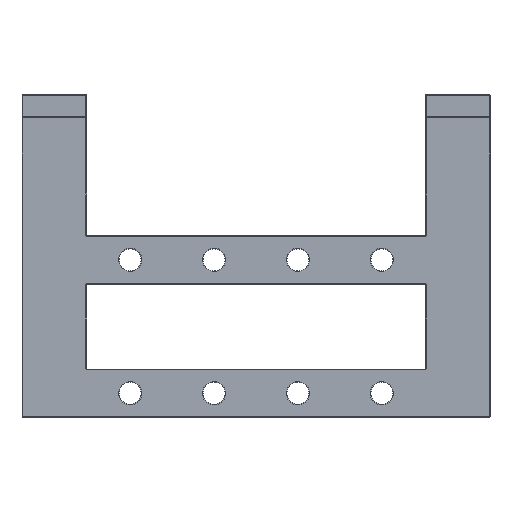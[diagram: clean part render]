
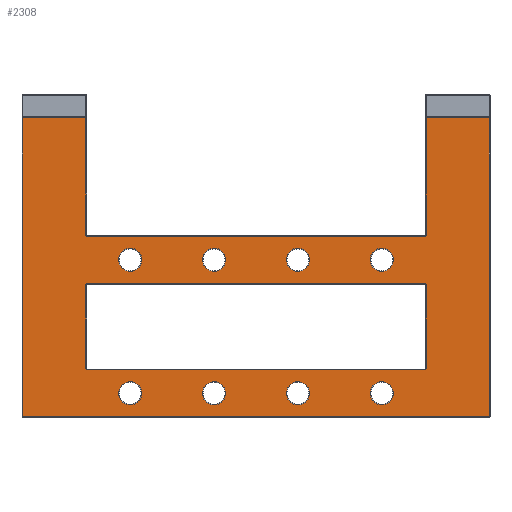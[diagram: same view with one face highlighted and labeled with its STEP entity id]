
A CAD part, top view. The second image highlights one B-rep face of the part: STEP entity #2308.
In plain terms, the highlighted planar face has unit normal (0, 0, 1).
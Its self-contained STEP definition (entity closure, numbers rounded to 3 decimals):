
#111=FACE_BOUND('',#593,.T.);
#112=FACE_BOUND('',#594,.T.);
#113=FACE_BOUND('',#595,.T.);
#114=FACE_BOUND('',#596,.T.);
#115=FACE_BOUND('',#597,.T.);
#116=FACE_BOUND('',#598,.T.);
#117=FACE_BOUND('',#599,.T.);
#118=FACE_BOUND('',#600,.T.);
#119=FACE_BOUND('',#601,.T.);
#148=LINE('',#3828,#280);
#149=LINE('',#3832,#281);
#150=LINE('',#3834,#282);
#151=LINE('',#3836,#283);
#152=LINE('',#3838,#284);
#153=LINE('',#3840,#285);
#154=LINE('',#3842,#286);
#155=LINE('',#3843,#287);
#156=LINE('',#3856,#288);
#157=LINE('',#3860,#289);
#158=LINE('',#3864,#290);
#159=LINE('',#3867,#291);
#280=VECTOR('',#2934,10.);
#281=VECTOR('',#2937,10.);
#282=VECTOR('',#2938,10.);
#283=VECTOR('',#2939,10.);
#284=VECTOR('',#2940,10.);
#285=VECTOR('',#2941,10.);
#286=VECTOR('',#2942,10.);
#287=VECTOR('',#2943,10.);
#288=VECTOR('',#2954,10.);
#289=VECTOR('',#2957,10.);
#290=VECTOR('',#2960,10.);
#291=VECTOR('',#2963,10.);
#400=PLANE('',#2500);
#430=FACE_OUTER_BOUND('',#592,.T.);
#592=EDGE_LOOP('',(#1594,#1595,#1596,#1597,#1598,#1599,#1600,#1601,#1602,
#1603));
#593=EDGE_LOOP('',(#1604));
#594=EDGE_LOOP('',(#1605));
#595=EDGE_LOOP('',(#1606));
#596=EDGE_LOOP('',(#1607));
#597=EDGE_LOOP('',(#1608,#1609,#1610,#1611,#1612,#1613,#1614,#1615));
#598=EDGE_LOOP('',(#1616));
#599=EDGE_LOOP('',(#1617));
#600=EDGE_LOOP('',(#1618));
#601=EDGE_LOOP('',(#1619));
#778=CIRCLE('',#2497,3.6);
#781=CIRCLE('',#2501,0.4);
#782=CIRCLE('',#2502,0.4);
#783=CIRCLE('',#2503,3.6);
#784=CIRCLE('',#2504,3.6);
#785=CIRCLE('',#2505,3.6);
#786=CIRCLE('',#2506,3.6);
#787=CIRCLE('',#2507,0.4);
#788=CIRCLE('',#2508,0.4);
#789=CIRCLE('',#2509,0.4);
#790=CIRCLE('',#2510,0.4);
#791=CIRCLE('',#2511,3.6);
#792=CIRCLE('',#2512,3.6);
#793=CIRCLE('',#2513,3.6);
#1010=VERTEX_POINT('',#3818);
#1012=VERTEX_POINT('',#3824);
#1013=VERTEX_POINT('',#3825);
#1014=VERTEX_POINT('',#3827);
#1015=VERTEX_POINT('',#3829);
#1016=VERTEX_POINT('',#3831);
#1017=VERTEX_POINT('',#3833);
#1018=VERTEX_POINT('',#3835);
#1019=VERTEX_POINT('',#3837);
#1020=VERTEX_POINT('',#3839);
#1021=VERTEX_POINT('',#3841);
#1022=VERTEX_POINT('',#3844);
#1023=VERTEX_POINT('',#3846);
#1024=VERTEX_POINT('',#3848);
#1025=VERTEX_POINT('',#3850);
#1026=VERTEX_POINT('',#3852);
#1027=VERTEX_POINT('',#3853);
#1028=VERTEX_POINT('',#3855);
#1029=VERTEX_POINT('',#3857);
#1030=VERTEX_POINT('',#3859);
#1031=VERTEX_POINT('',#3861);
#1032=VERTEX_POINT('',#3863);
#1033=VERTEX_POINT('',#3865);
#1034=VERTEX_POINT('',#3868);
#1035=VERTEX_POINT('',#3870);
#1036=VERTEX_POINT('',#3872);
#1217=EDGE_CURVE('',#1010,#1010,#778,.T.);
#1220=EDGE_CURVE('',#1012,#1013,#781,.T.);
#1221=EDGE_CURVE('',#1014,#1012,#148,.T.);
#1222=EDGE_CURVE('',#1015,#1014,#782,.T.);
#1223=EDGE_CURVE('',#1016,#1015,#149,.T.);
#1224=EDGE_CURVE('',#1017,#1016,#150,.T.);
#1225=EDGE_CURVE('',#1018,#1017,#151,.T.);
#1226=EDGE_CURVE('',#1019,#1018,#152,.T.);
#1227=EDGE_CURVE('',#1020,#1019,#153,.T.);
#1228=EDGE_CURVE('',#1021,#1020,#154,.T.);
#1229=EDGE_CURVE('',#1013,#1021,#155,.T.);
#1230=EDGE_CURVE('',#1022,#1022,#783,.T.);
#1231=EDGE_CURVE('',#1023,#1023,#784,.T.);
#1232=EDGE_CURVE('',#1024,#1024,#785,.T.);
#1233=EDGE_CURVE('',#1025,#1025,#786,.T.);
#1234=EDGE_CURVE('',#1026,#1027,#787,.T.);
#1235=EDGE_CURVE('',#1028,#1026,#156,.T.);
#1236=EDGE_CURVE('',#1029,#1028,#788,.T.);
#1237=EDGE_CURVE('',#1030,#1029,#157,.T.);
#1238=EDGE_CURVE('',#1031,#1030,#789,.T.);
#1239=EDGE_CURVE('',#1032,#1031,#158,.T.);
#1240=EDGE_CURVE('',#1033,#1032,#790,.T.);
#1241=EDGE_CURVE('',#1027,#1033,#159,.T.);
#1242=EDGE_CURVE('',#1034,#1034,#791,.T.);
#1243=EDGE_CURVE('',#1035,#1035,#792,.T.);
#1244=EDGE_CURVE('',#1036,#1036,#793,.T.);
#1594=ORIENTED_EDGE('',*,*,#1220,.F.);
#1595=ORIENTED_EDGE('',*,*,#1221,.F.);
#1596=ORIENTED_EDGE('',*,*,#1222,.F.);
#1597=ORIENTED_EDGE('',*,*,#1223,.F.);
#1598=ORIENTED_EDGE('',*,*,#1224,.F.);
#1599=ORIENTED_EDGE('',*,*,#1225,.F.);
#1600=ORIENTED_EDGE('',*,*,#1226,.F.);
#1601=ORIENTED_EDGE('',*,*,#1227,.F.);
#1602=ORIENTED_EDGE('',*,*,#1228,.F.);
#1603=ORIENTED_EDGE('',*,*,#1229,.F.);
#1604=ORIENTED_EDGE('',*,*,#1230,.F.);
#1605=ORIENTED_EDGE('',*,*,#1231,.F.);
#1606=ORIENTED_EDGE('',*,*,#1232,.F.);
#1607=ORIENTED_EDGE('',*,*,#1233,.F.);
#1608=ORIENTED_EDGE('',*,*,#1234,.F.);
#1609=ORIENTED_EDGE('',*,*,#1235,.F.);
#1610=ORIENTED_EDGE('',*,*,#1236,.F.);
#1611=ORIENTED_EDGE('',*,*,#1237,.F.);
#1612=ORIENTED_EDGE('',*,*,#1238,.F.);
#1613=ORIENTED_EDGE('',*,*,#1239,.F.);
#1614=ORIENTED_EDGE('',*,*,#1240,.F.);
#1615=ORIENTED_EDGE('',*,*,#1241,.F.);
#1616=ORIENTED_EDGE('',*,*,#1242,.F.);
#1617=ORIENTED_EDGE('',*,*,#1243,.F.);
#1618=ORIENTED_EDGE('',*,*,#1244,.F.);
#1619=ORIENTED_EDGE('',*,*,#1217,.F.);
#2308=ADVANCED_FACE('',(#430,#111,#112,#113,#114,#115,#116,#117,#118,#119),
#400,.T.);
#2497=AXIS2_PLACEMENT_3D('',#3819,#2924,#2925);
#2500=AXIS2_PLACEMENT_3D('',#3823,#2930,#2931);
#2501=AXIS2_PLACEMENT_3D('',#3826,#2932,#2933);
#2502=AXIS2_PLACEMENT_3D('',#3830,#2935,#2936);
#2503=AXIS2_PLACEMENT_3D('',#3845,#2944,#2945);
#2504=AXIS2_PLACEMENT_3D('',#3847,#2946,#2947);
#2505=AXIS2_PLACEMENT_3D('',#3849,#2948,#2949);
#2506=AXIS2_PLACEMENT_3D('',#3851,#2950,#2951);
#2507=AXIS2_PLACEMENT_3D('',#3854,#2952,#2953);
#2508=AXIS2_PLACEMENT_3D('',#3858,#2955,#2956);
#2509=AXIS2_PLACEMENT_3D('',#3862,#2958,#2959);
#2510=AXIS2_PLACEMENT_3D('',#3866,#2961,#2962);
#2511=AXIS2_PLACEMENT_3D('',#3869,#2964,#2965);
#2512=AXIS2_PLACEMENT_3D('',#3871,#2966,#2967);
#2513=AXIS2_PLACEMENT_3D('',#3873,#2968,#2969);
#2924=DIRECTION('center_axis',(0.,0.,1.));
#2925=DIRECTION('ref_axis',(-1.,0.,0.));
#2930=DIRECTION('center_axis',(0.,0.,1.));
#2931=DIRECTION('ref_axis',(-1.,0.,0.));
#2932=DIRECTION('center_axis',(0.,0.,1.));
#2933=DIRECTION('ref_axis',(0.707,-0.707,0.));
#2934=DIRECTION('',(1.,0.,0.));
#2935=DIRECTION('center_axis',(0.,0.,1.));
#2936=DIRECTION('ref_axis',(-0.707,-0.707,0.));
#2937=DIRECTION('',(0.,-1.,0.));
#2938=DIRECTION('',(1.,0.,0.));
#2939=DIRECTION('',(0.,1.,0.));
#2940=DIRECTION('',(-1.,0.,0.));
#2941=DIRECTION('',(0.,-1.,0.));
#2942=DIRECTION('',(1.,0.,0.));
#2943=DIRECTION('',(0.,1.,0.));
#2944=DIRECTION('center_axis',(0.,0.,1.));
#2945=DIRECTION('ref_axis',(-1.,0.,0.));
#2946=DIRECTION('center_axis',(0.,0.,1.));
#2947=DIRECTION('ref_axis',(-1.,0.,0.));
#2948=DIRECTION('center_axis',(0.,0.,1.));
#2949=DIRECTION('ref_axis',(-1.,0.,0.));
#2950=DIRECTION('center_axis',(0.,0.,1.));
#2951=DIRECTION('ref_axis',(-1.,0.,0.));
#2952=DIRECTION('center_axis',(0.,0.,1.));
#2953=DIRECTION('ref_axis',(-0.707,0.707,0.));
#2954=DIRECTION('',(-1.,0.,0.));
#2955=DIRECTION('center_axis',(0.,0.,1.));
#2956=DIRECTION('ref_axis',(0.707,0.707,0.));
#2957=DIRECTION('',(0.,1.,0.));
#2958=DIRECTION('center_axis',(0.,0.,1.));
#2959=DIRECTION('ref_axis',(0.707,-0.707,0.));
#2960=DIRECTION('',(1.,0.,0.));
#2961=DIRECTION('center_axis',(0.,0.,1.));
#2962=DIRECTION('ref_axis',(-0.707,-0.707,0.));
#2963=DIRECTION('',(0.,-1.,0.));
#2964=DIRECTION('center_axis',(0.,0.,1.));
#2965=DIRECTION('ref_axis',(-1.,0.,0.));
#2966=DIRECTION('center_axis',(0.,0.,1.));
#2967=DIRECTION('ref_axis',(-1.,0.,0.));
#2968=DIRECTION('center_axis',(0.,0.,1.));
#2969=DIRECTION('ref_axis',(-1.,0.,0.));
#3818=CARTESIAN_POINT('',(-9.4,-92.5,2.5));
#3819=CARTESIAN_POINT('Origin',(-13.,-92.5,2.5));
#3823=CARTESIAN_POINT('Origin',(-52.5,0.,2.5));
#3824=CARTESIAN_POINT('',(52.3,-43.9,2.5));
#3825=CARTESIAN_POINT('',(52.7,-43.5,2.5));
#3826=CARTESIAN_POINT('Origin',(52.3,-43.5,2.5));
#3827=CARTESIAN_POINT('',(-52.3,-43.9,2.5));
#3828=CARTESIAN_POINT('',(-26.25,-43.9,2.5));
#3829=CARTESIAN_POINT('',(-52.7,-43.5,2.5));
#3830=CARTESIAN_POINT('Origin',(-52.3,-43.5,2.5));
#3831=CARTESIAN_POINT('',(-52.7,-7.2,2.5));
#3832=CARTESIAN_POINT('',(-52.7,0.,2.5));
#3833=CARTESIAN_POINT('',(-72.3,-7.2,2.5));
#3834=CARTESIAN_POINT('',(-57.5,-7.2,2.5));
#3835=CARTESIAN_POINT('',(-72.3,-99.8,2.5));
#3836=CARTESIAN_POINT('',(-72.3,0.,2.5));
#3837=CARTESIAN_POINT('',(72.3,-99.8,2.5));
#3838=CARTESIAN_POINT('',(-57.5,-99.8,2.5));
#3839=CARTESIAN_POINT('',(72.3,-7.2,2.5));
#3840=CARTESIAN_POINT('',(72.3,0.,2.5));
#3841=CARTESIAN_POINT('',(52.7,-7.2,2.5));
#3842=CARTESIAN_POINT('',(5.,-7.2,2.5));
#3843=CARTESIAN_POINT('',(52.7,0.,2.5));
#3844=CARTESIAN_POINT('',(-9.4,-51.2,2.5));
#3845=CARTESIAN_POINT('Origin',(-13.,-51.2,2.5));
#3846=CARTESIAN_POINT('',(16.6,-92.5,2.5));
#3847=CARTESIAN_POINT('Origin',(13.,-92.5,2.5));
#3848=CARTESIAN_POINT('',(42.6,-92.5,2.5));
#3849=CARTESIAN_POINT('Origin',(39.,-92.5,2.5));
#3850=CARTESIAN_POINT('',(-35.4,-51.2,2.5));
#3851=CARTESIAN_POINT('Origin',(-39.,-51.2,2.5));
#3852=CARTESIAN_POINT('',(-52.3,-58.5,2.5));
#3853=CARTESIAN_POINT('',(-52.7,-58.9,2.5));
#3854=CARTESIAN_POINT('Origin',(-52.3,-58.9,2.5));
#3855=CARTESIAN_POINT('',(52.3,-58.5,2.5));
#3856=CARTESIAN_POINT('',(-26.25,-58.5,2.5));
#3857=CARTESIAN_POINT('',(52.7,-58.9,2.5));
#3858=CARTESIAN_POINT('Origin',(52.3,-58.9,2.5));
#3859=CARTESIAN_POINT('',(52.7,-84.8,2.5));
#3860=CARTESIAN_POINT('',(52.7,0.,2.5));
#3861=CARTESIAN_POINT('',(52.3,-85.2,2.5));
#3862=CARTESIAN_POINT('Origin',(52.3,-84.8,2.5));
#3863=CARTESIAN_POINT('',(-52.3,-85.2,2.5));
#3864=CARTESIAN_POINT('',(-26.25,-85.2,2.5));
#3865=CARTESIAN_POINT('',(-52.7,-84.8,2.5));
#3866=CARTESIAN_POINT('Origin',(-52.3,-84.8,2.5));
#3867=CARTESIAN_POINT('',(-52.7,0.,2.5));
#3868=CARTESIAN_POINT('',(16.6,-51.2,2.5));
#3869=CARTESIAN_POINT('Origin',(13.,-51.2,2.5));
#3870=CARTESIAN_POINT('',(-35.4,-92.5,2.5));
#3871=CARTESIAN_POINT('Origin',(-39.,-92.5,2.5));
#3872=CARTESIAN_POINT('',(42.6,-51.2,2.5));
#3873=CARTESIAN_POINT('Origin',(39.,-51.2,2.5));
